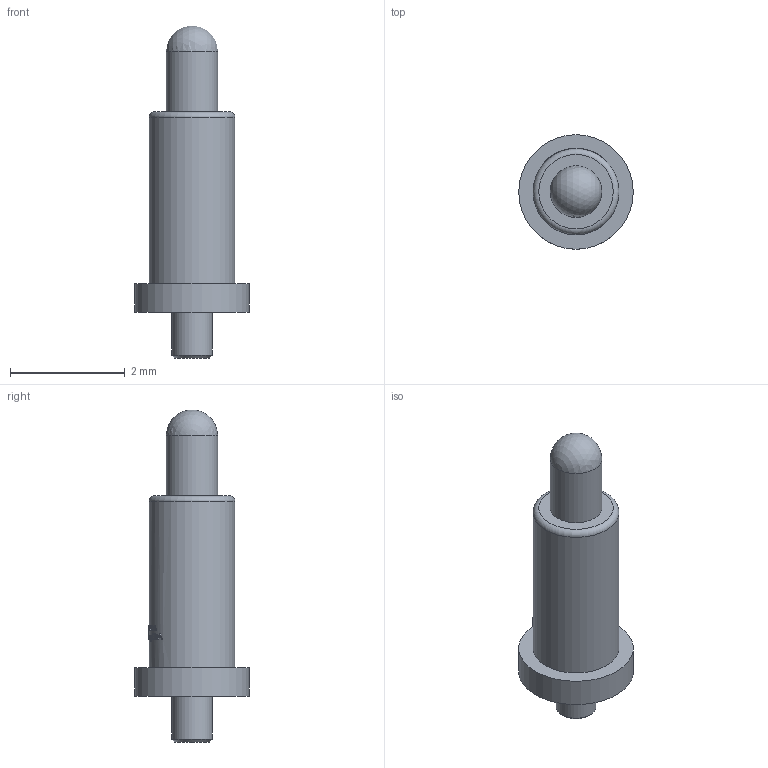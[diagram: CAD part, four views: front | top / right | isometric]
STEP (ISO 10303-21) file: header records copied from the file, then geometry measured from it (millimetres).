
FILE_DESCRIPTION (( 'STEP AP214' ), '1' );
FILE_NAME ('SMD-1_BD2.0-D0.9.STEP', '2023-07-24T15:08:30', ( '' ), ( '' ), 'SwSTEP 2.0', 'SolidWorks 2020', '' );
FILE_SCHEMA (( 'AUTOMOTIVE_DESIGN' ));
Length unit declared in the file: millimetre
Products named in the file (1): SMD-1_BD2.0-D0.9
Bounding box: 2 x 2 x 5.8 mm (x, y, z)
Volume: 8 mm3; surface area: 28.7 mm2
Topology: 1 solids, 1 shells, 235 faces, 635 edges, 422 vertices
Faces by surface type: plane 111, bspline 98, cylinder 23, sphere 1, torus 1, cone 1
Full cylindrical faces by diameter (mm): 0.7 x1, 0.9 x1, 1.5 x1, 2 x1
Entity records: 11960 total; most frequent: CARTESIAN_POINT 4179, ORIENTED_EDGE 1250, DIRECTION 767, EDGE_CURVE 625, VERTEX_POINT 420, LINE 275, VECTOR 275, EDGE_LOOP 263
